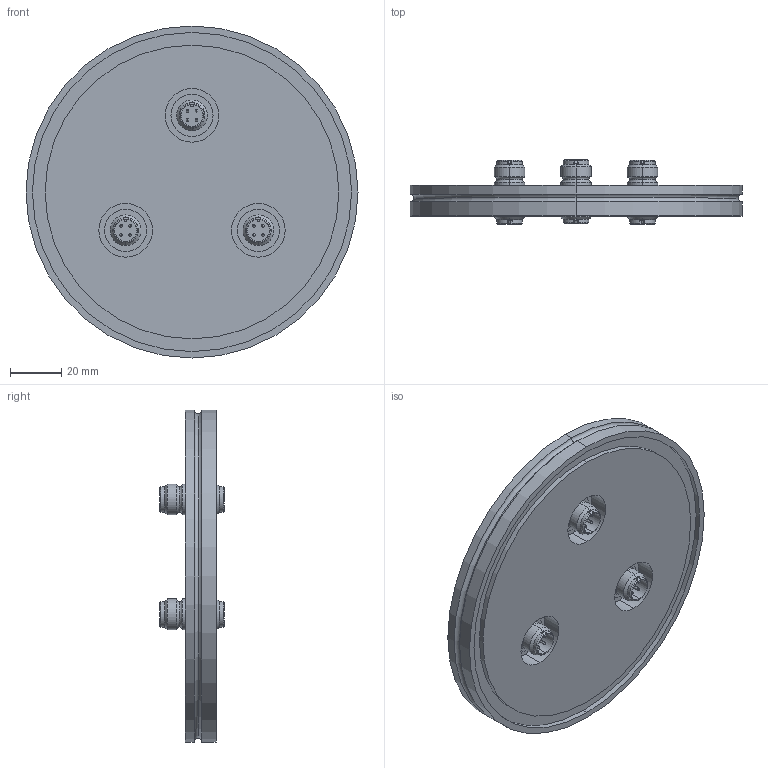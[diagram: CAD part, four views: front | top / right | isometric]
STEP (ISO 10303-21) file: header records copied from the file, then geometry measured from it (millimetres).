
FILE_DESCRIPTION (( 'STEP AP214' ), '1' );
FILE_NAME ('220-M12X4-ISO100-3-01.STEP', '2017-04-07T12:39:55', ( '' ), ( '' ), 'SwSTEP 2.0', 'SolidWorks 2014', '' );
FILE_SCHEMA (( 'AUTOMOTIVE_DESIGN' ));
Length unit declared in the file: millimetre
Products named in the file (5): 9220-M12x4-GLASS-W_220-M12X4; 9220-PIN-FENI_pin vergd; 9220-M12x4-W_Bohrung 1mm; 9220-ISO100-M12X4-3_DN100 ISO-K; 220-M12X4-ISO100-3-01
Assembly tree (9 placements, depth 3):
  220-M12X4-ISO100-3-01
    9220-ISO100-M12X4-3_DN100 ISO-K
    9220-M12x4-GLASS-W_220-M12X4  x3
      9220-M12x4-W_Bohrung 1mm
      9220-PIN-FENI_pin vergd
Bounding box: 130 x 25.1 x 130 mm (x, y, z)
Volume: 142567.3 mm3; surface area: 44310.1 mm2
Topology: 16 solids, 16 shells, 325 faces, 816 edges, 491 vertices
Faces by surface type: cylinder 132, plane 66, sphere 48, torus 40, cone 39
Entity records: 3615 total; most frequent: DIRECTION 665, CARTESIAN_POINT 653, ORIENTED_EDGE 532, AXIS2_PLACEMENT_3D 291, EDGE_CURVE 266, VERTEX_POINT 167, CIRCLE 163, EDGE_LOOP 139
